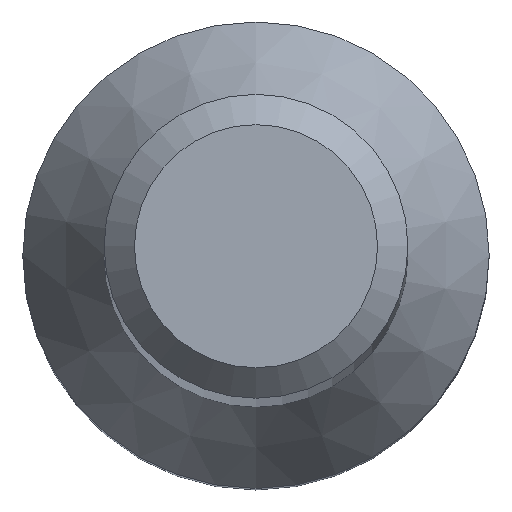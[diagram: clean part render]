
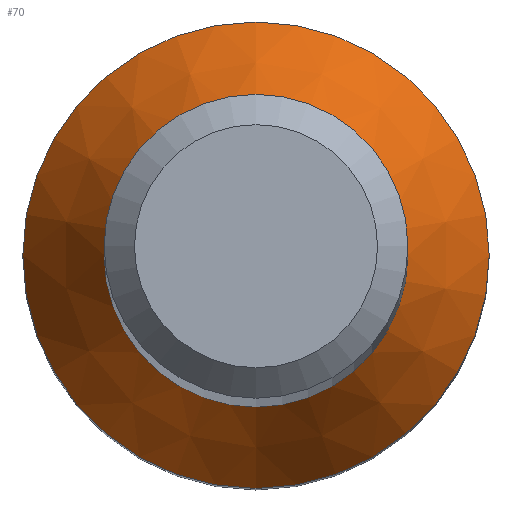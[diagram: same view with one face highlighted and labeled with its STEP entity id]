
A CAD part, top view. The second image highlights one B-rep face of the part: STEP entity #70.
In plain terms, the highlighted conical face has half-angle 30 degrees and reference radius 3.07 mm.
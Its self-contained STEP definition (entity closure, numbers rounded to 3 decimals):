
#14 = FACE_BOUND ( 'NONE', #96, .T. ) ;
#16 = DIRECTION ( 'NONE',  ( 0., 0., -1. ) ) ;
#17 = CARTESIAN_POINT ( 'NONE',  ( 0., 2., 13.992 ) ) ;
#19 = EDGE_CURVE ( 'NONE', #42, #42, #119, .T. ) ;
#29 = CARTESIAN_POINT ( 'NONE',  ( 0., 0., 12.139 ) ) ;
#35 = DIRECTION ( 'NONE',  ( 0., 1., 0. ) ) ;
#42 = VERTEX_POINT ( 'NONE', #118 ) ;
#52 = ORIENTED_EDGE ( 'NONE', *, *, #145, .T. ) ;
#70 = ADVANCED_FACE ( 'NONE', ( #14, #91 ), #78, .T. ) ;
#78 = CONICAL_SURFACE ( 'NONE', #240, 3.07, 0.524 ) ;
#83 = EDGE_LOOP ( 'NONE', ( #104 ) ) ;
#91 = FACE_OUTER_BOUND ( 'NONE', #83, .T. ) ;
#96 = EDGE_LOOP ( 'NONE', ( #52 ) ) ;
#104 = ORIENTED_EDGE ( 'NONE', *, *, #19, .F. ) ;
#107 = CIRCLE ( 'NONE', #242, 2. ) ;
#108 = DIRECTION ( 'NONE',  ( 0., 0., -1. ) ) ;
#111 = DIRECTION ( 'NONE',  ( 0., 1., 0. ) ) ;
#118 = CARTESIAN_POINT ( 'NONE',  ( 0., 3.07, 12.139 ) ) ;
#119 = CIRCLE ( 'NONE', #176, 3.07 ) ;
#139 = CARTESIAN_POINT ( 'NONE',  ( 0., 0., 12.139 ) ) ;
#145 = EDGE_CURVE ( 'NONE', #181, #181, #107, .T. ) ;
#162 = DIRECTION ( 'NONE',  ( 0., 1., 0. ) ) ;
#176 = AXIS2_PLACEMENT_3D ( 'NONE', #29, #108, #162 ) ;
#179 = CARTESIAN_POINT ( 'NONE',  ( 0., 0., 13.992 ) ) ;
#181 = VERTEX_POINT ( 'NONE', #17 ) ;
#224 = DIRECTION ( 'NONE',  ( 0., 0., -1. ) ) ;
#240 = AXIS2_PLACEMENT_3D ( 'NONE', #139, #224, #35 ) ;
#242 = AXIS2_PLACEMENT_3D ( 'NONE', #179, #16, #111 ) ;
